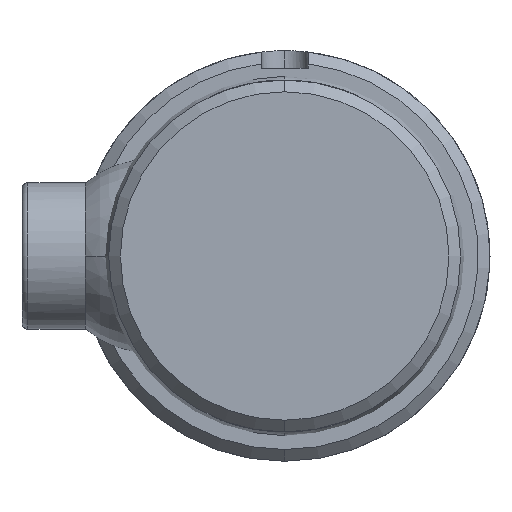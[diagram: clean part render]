
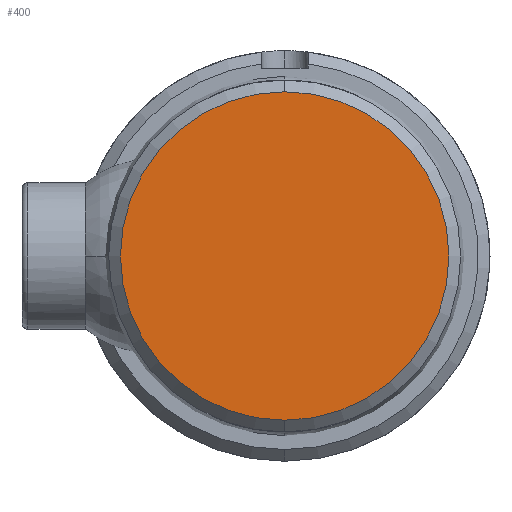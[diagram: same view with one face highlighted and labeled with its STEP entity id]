
A CAD part, left-side view. The second image highlights one B-rep face of the part: STEP entity #400.
In plain terms, the highlighted planar face has unit normal (-1, 0, 0).
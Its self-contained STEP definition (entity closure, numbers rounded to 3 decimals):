
#59 = CARTESIAN_POINT ( 'NONE',  ( 0., 0., -28. ) ) ;
#95 = DIRECTION ( 'NONE',  ( -1., 0., 0. ) ) ;
#293 = AXIS2_PLACEMENT_3D ( 'NONE', #788, #832, #543 ) ;
#400 = ADVANCED_FACE ( 'NONE', ( #597 ), #1311, .F. ) ;
#543 = DIRECTION ( 'NONE',  ( 0., 0., -1. ) ) ;
#597 = FACE_OUTER_BOUND ( 'NONE', #2171, .T. ) ;
#752 = CARTESIAN_POINT ( 'NONE',  ( 0., 0., 28. ) ) ;
#788 = CARTESIAN_POINT ( 'NONE',  ( 0., 0., 0. ) ) ;
#815 = ORIENTED_EDGE ( 'NONE', *, *, #1135, .T. ) ;
#832 = DIRECTION ( 'NONE',  ( 1., 0., 0. ) ) ;
#885 = CARTESIAN_POINT ( 'NONE',  ( 0., 0., 0. ) ) ;
#1055 = VERTEX_POINT ( 'NONE', #59 ) ;
#1057 = ORIENTED_EDGE ( 'NONE', *, *, #1999, .T. ) ;
#1135 = EDGE_CURVE ( 'NONE', #1534, #1055, #1267, .T. ) ;
#1267 = CIRCLE ( 'NONE', #2596, 28. ) ;
#1311 = PLANE ( 'NONE',  #293 ) ;
#1534 = VERTEX_POINT ( 'NONE', #752 ) ;
#1895 = CIRCLE ( 'NONE', #1925, 28. ) ;
#1925 = AXIS2_PLACEMENT_3D ( 'NONE', #2248, #2240, #2235 ) ;
#1999 = EDGE_CURVE ( 'NONE', #1055, #1534, #1895, .T. ) ;
#2171 = EDGE_LOOP ( 'NONE', ( #1057, #815 ) ) ;
#2235 = DIRECTION ( 'NONE',  ( 0., 0., -1. ) ) ;
#2240 = DIRECTION ( 'NONE',  ( -1., 0., 0. ) ) ;
#2248 = CARTESIAN_POINT ( 'NONE',  ( 0., 0., 0. ) ) ;
#2466 = DIRECTION ( 'NONE',  ( 0., 0., -1. ) ) ;
#2596 = AXIS2_PLACEMENT_3D ( 'NONE', #885, #95, #2466 ) ;
